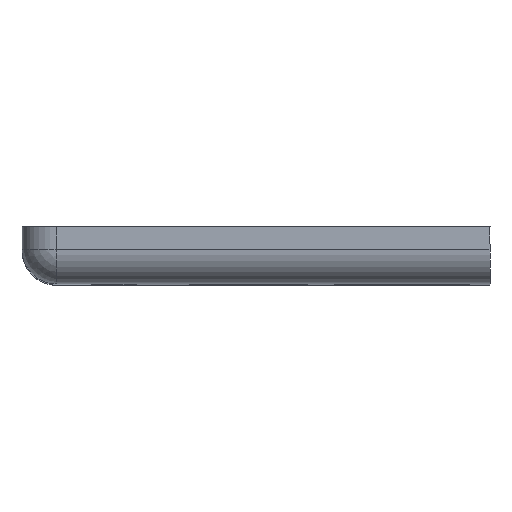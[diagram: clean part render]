
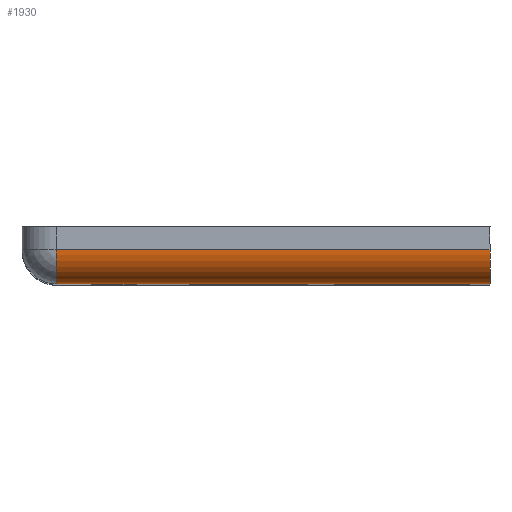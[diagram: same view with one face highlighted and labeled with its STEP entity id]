
A CAD part, top view. The second image highlights one B-rep face of the part: STEP entity #1930.
In plain terms, the highlighted cylindrical face has radius 3 mm (diameter 6 mm), a partial arc.
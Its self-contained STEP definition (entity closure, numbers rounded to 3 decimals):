
#25=CYLINDRICAL_SURFACE('',#2051,3.);
#124=FACE_OUTER_BOUND('',#234,.T.);
#234=EDGE_LOOP('',(#1706,#1707,#1708,#1709));
#254=CIRCLE('',#1969,3.);
#260=CIRCLE('',#2049,3.);
#353=LINE('',#2748,#608);
#507=LINE('',#3063,#762);
#608=VECTOR('',#2195,10.);
#762=VECTOR('',#2499,10.);
#849=VERTEX_POINT('',#2709);
#850=VERTEX_POINT('',#2711);
#856=VERTEX_POINT('',#2729);
#949=VERTEX_POINT('',#3052);
#1032=EDGE_CURVE('',#850,#849,#254,.T.);
#1050=EDGE_CURVE('',#856,#850,#353,.T.);
#1207=EDGE_CURVE('',#856,#949,#260,.T.);
#1208=EDGE_CURVE('',#849,#949,#507,.T.);
#1706=ORIENTED_EDGE('',*,*,#1207,.F.);
#1707=ORIENTED_EDGE('',*,*,#1050,.T.);
#1708=ORIENTED_EDGE('',*,*,#1032,.T.);
#1709=ORIENTED_EDGE('',*,*,#1208,.T.);
#1930=ADVANCED_FACE('',(#124),#25,.T.);
#1969=AXIS2_PLACEMENT_3D('',#2712,#2166,#2167);
#2049=AXIS2_PLACEMENT_3D('',#3061,#2495,#2496);
#2051=AXIS2_PLACEMENT_3D('',#3064,#2500,#2501);
#2166=DIRECTION('center_axis',(-1.,0.,0.));
#2167=DIRECTION('ref_axis',(0.,-0.707,0.707));
#2195=DIRECTION('',(1.,0.,0.));
#2495=DIRECTION('center_axis',(-1.,0.,0.));
#2496=DIRECTION('ref_axis',(0.,-0.707,0.707));
#2499=DIRECTION('',(-1.,0.,0.));
#2500=DIRECTION('center_axis',(1.,0.,0.));
#2501=DIRECTION('ref_axis',(0.,-0.707,0.707));
#2709=CARTESIAN_POINT('',(8.,-39.,0.));
#2711=CARTESIAN_POINT('',(8.,-42.,-3.));
#2712=CARTESIAN_POINT('Origin',(8.,-39.,-3.));
#2729=CARTESIAN_POINT('',(-30.,-42.,-3.));
#2748=CARTESIAN_POINT('',(-3.5,-42.,-3.));
#3052=CARTESIAN_POINT('',(-30.,-39.,0.));
#3061=CARTESIAN_POINT('Origin',(-30.,-39.,-3.));
#3063=CARTESIAN_POINT('',(-3.5,-39.,0.));
#3064=CARTESIAN_POINT('Origin',(-3.5,-39.,-3.));
